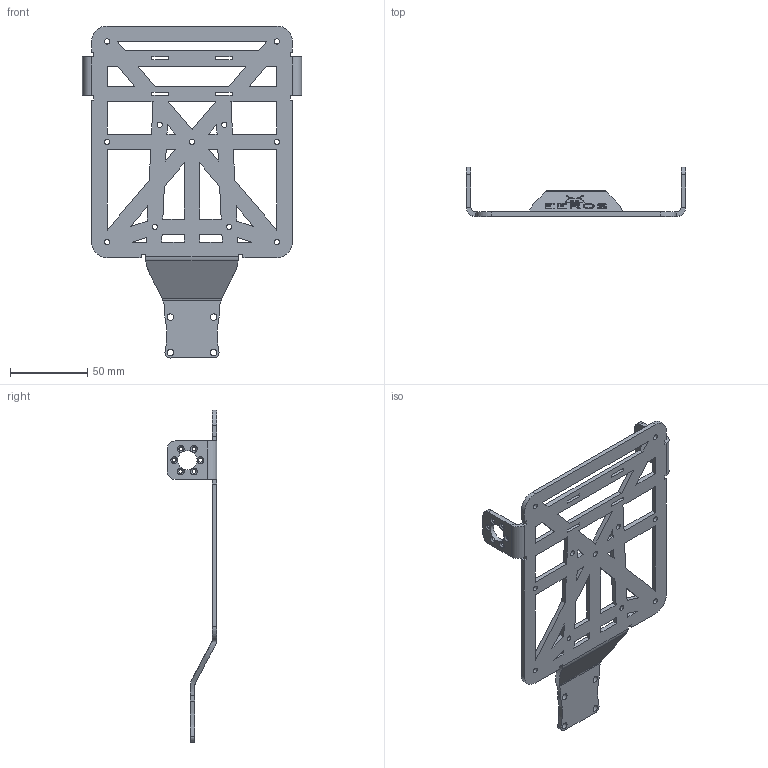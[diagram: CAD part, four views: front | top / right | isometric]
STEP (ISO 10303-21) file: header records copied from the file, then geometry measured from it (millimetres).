
FILE_DESCRIPTION(/* description */ (''),/* implementation_level */ '2;1');
FILE_NAME(/* name */ 'Motorplatte v3.step',/* time_stamp */ '2022-02-11T11:01:48+01:00',/* author */ (''),/* organization */ (''),/* preprocessor_version */ 'ST-DEVELOPER v18.1',/* originating_system */ 'Autodesk Translation Framework v10.13.0.1454',/* authorisation */ '');
FILE_SCHEMA (('AUTOMOTIVE_DESIGN { 1 0 10303 214 3 1 1 }'));
Length unit declared in the file: millimetre
Products named in the file (1): Motorplatte
Bounding box: 142 x 32 x 215 mm (x, y, z)
Volume: 51077.3 mm3; surface area: 42310.5 mm2
Topology: 1 solids, 1 shells, 277 faces, 757 edges, 494 vertices
Faces by surface type: plane 195, cylinder 66, cone 12, bspline 4
Full cylindrical faces by diameter (mm): 2 x2, 2.4 x12, 3.4 x11, 4.2 x4, 5.4 x1, 7.2 x1, 12.5 x2
Entity records: 9293 total; most frequent: CARTESIAN_POINT 1956, ORIENTED_EDGE 1514, DIRECTION 1425, EDGE_CURVE 757, LINE 597, VECTOR 597, VERTEX_POINT 494, AXIS2_PLACEMENT_3D 414
